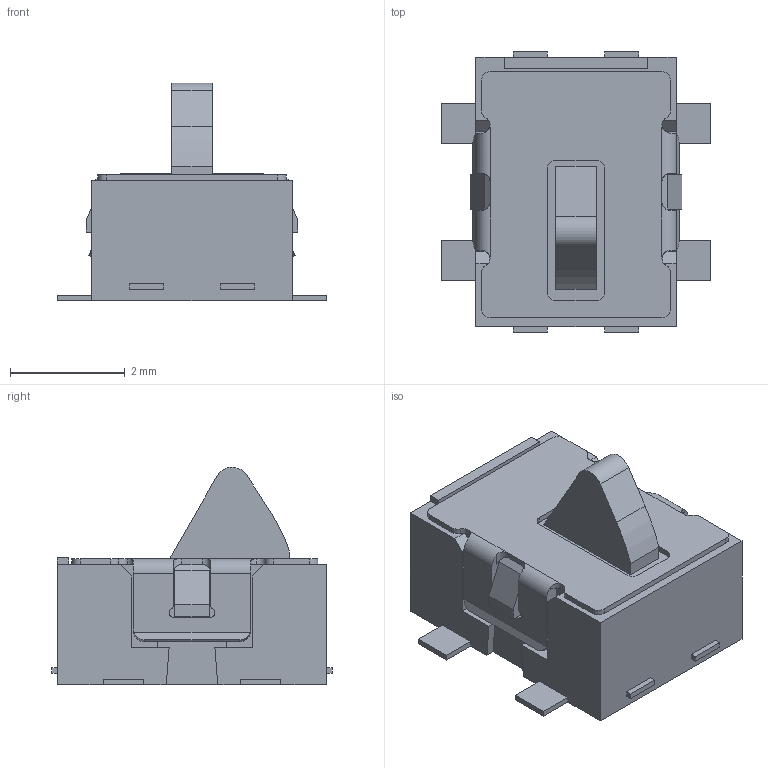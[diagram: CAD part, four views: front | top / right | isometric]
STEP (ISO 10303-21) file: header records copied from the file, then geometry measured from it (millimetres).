
FILE_DESCRIPTION((''),'2;1');
FILE_NAME('C-2331417-1','2018-04-25T',('workeradm'),('TE Connectivity Ltd.'),'CREO PARAMETRIC BY PTC INC, 2016050','CREO PARAMETRIC BY PTC INC, 2016050','');
FILE_SCHEMA(('AUTOMOTIVE_DESIGN { 1 0 10303 214 1 1 1 1 }'));
Length unit declared in the file: millimetre
Products named in the file (1): C-2331417-1
Bounding box: 4.7 x 4.9 x 3.8 mm (x, y, z)
Volume: 37.1 mm3; surface area: 87 mm2
Topology: 1 solids, 1 shells, 180 faces, 500 edges, 328 vertices
Faces by surface type: plane 138, cylinder 42
Entity records: 5792 total; most frequent: CARTESIAN_POINT 1130, ORIENTED_EDGE 1000, DIRECTION 904, EDGE_CURVE 500, VECTOR 392, LINE 392, VERTEX_POINT 328, AXIS2_PLACEMENT_3D 256
